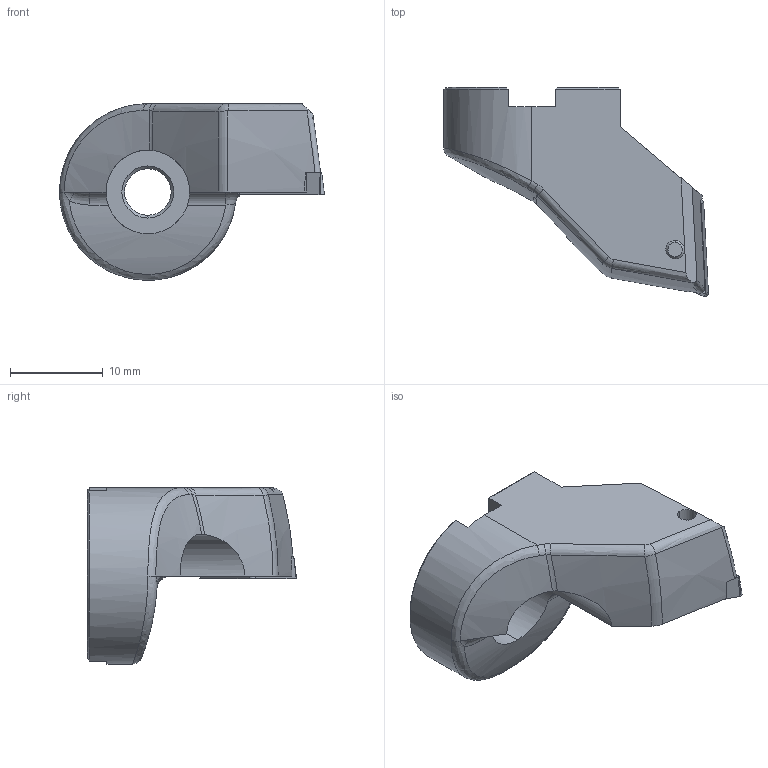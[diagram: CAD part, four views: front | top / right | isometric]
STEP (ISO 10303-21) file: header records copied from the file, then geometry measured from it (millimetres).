
FILE_DESCRIPTION(('no description'),'unknown implementation level');
FILE_NAME('612E42BF-A47F-4A18-98B5-F7474B1E23D5_export.stp',' ',('CIMSOURCE GmbH'),('CADClick - KiM GmbH - www.kimweb.de'),'unknown preprocess','ACIS','unknown authorization');
FILE_SCHEMA(('automotive_design'));
Length unit declared in the file: millimetre
Products named in the file (3): 626.153 Kaiser ENH 53 TC11 78-95|655.383 Kaiser TCGT 110204 K10C;Kombinieren1; 626.153 Kaiser ENH 53 TC11 78-95|694.122 Kaiser ETL M2.5x6.5 T7 IP 10S;Kreismuster1; 626.153 Kaiser ENH 53 TC11 78-95|626.153 Kaiser ENH 53 TC11 78-95;Verrundung5
Bounding box: 28.5 x 22.5 x 19 mm (x, y, z)
Volume: 3582.6 mm3; surface area: 2212.3 mm2
Topology: 3 solids, 3 shells, 121 faces, 297 edges, 184 vertices
Faces by surface type: cylinder 41, plane 35, cone 26, bspline 11, torus 8
Entity records: 12459 total; most frequent: CARTESIAN_POINT 6186, STYLED_ITEM 604, PRESENTATION_STYLE_ASSIGNMENT 604, COLOUR_RGB 604, DIRECTION 600, ORIENTED_EDGE 592, EDGE_CURVE 296, CURVE_STYLE 296
